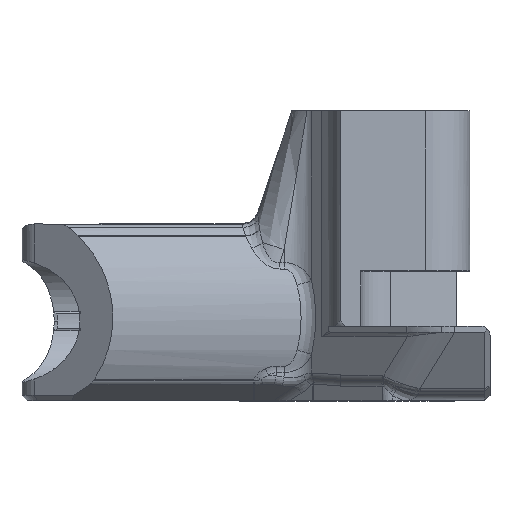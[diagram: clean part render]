
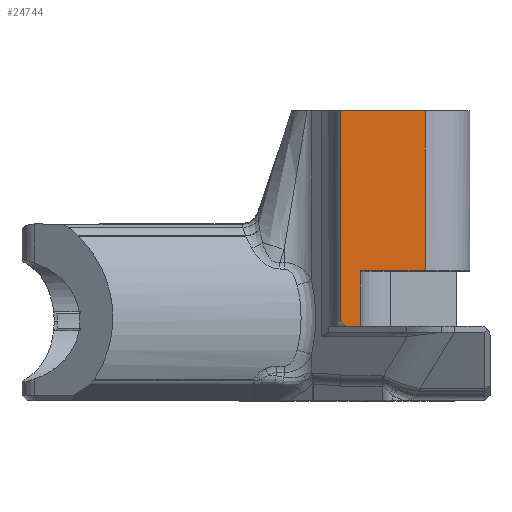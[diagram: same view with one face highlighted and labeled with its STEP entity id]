
A CAD part, top view. The second image highlights one B-rep face of the part: STEP entity #24744.
In plain terms, the highlighted planar face has unit normal (0, 0, 1).
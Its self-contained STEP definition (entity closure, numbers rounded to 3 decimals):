
#1708=DIRECTION('',(1.,0.,0.));
#1709=VECTOR('',#1708,8.017);
#1710=CARTESIAN_POINT('',(-18.017,27.28,90.041));
#1711=LINE('',#1710,#1709);
#6627=DIRECTION('',(0.,1.,0.));
#6628=VECTOR('',#6627,19.78);
#6629=CARTESIAN_POINT('',(-18.017,7.5,90.041));
#6630=LINE('',#6629,#6628);
#6631=DIRECTION('',(0.,1.,0.));
#6632=VECTOR('',#6631,3.487);
#6633=CARTESIAN_POINT('',(-10.,23.793,90.041));
#6634=LINE('',#6633,#6632);
#6635=DIRECTION('',(0.,-1.,0.));
#6636=VECTOR('',#6635,11.45);
#6637=CARTESIAN_POINT('',(-10.05,23.65,90.041));
#6638=LINE('',#6637,#6636);
#6639=DIRECTION('',(-1.,0.,0.));
#6640=VECTOR('',#6639,6.077);
#6641=CARTESIAN_POINT('',(-10.05,12.2,90.041));
#6642=LINE('',#6641,#6640);
#6643=DIRECTION('',(1.,0.,0.));
#6644=VECTOR('',#6643,1.391);
#6645=CARTESIAN_POINT('',(-17.517,7.,90.041));
#6646=LINE('',#6645,#6644);
#6664=DIRECTION('',(0.,1.,0.));
#6665=VECTOR('',#6664,5.2);
#6666=CARTESIAN_POINT('',(-16.127,7.,90.041));
#6667=LINE('',#6666,#6665);
#7729=DIRECTION('',(-0.33,-0.944,0.));
#7730=VECTOR('',#7729,0.152);
#7731=CARTESIAN_POINT('',(-10.,23.793,90.041));
#7732=LINE('',#7731,#7730);
#7750=DIRECTION('',(0.707,-0.707,0.));
#7751=VECTOR('',#7750,0.707);
#7752=CARTESIAN_POINT('',(-18.017,7.5,90.041));
#7753=LINE('',#7752,#7751);
#13055=CARTESIAN_POINT('',(-18.017,27.28,90.041));
#13057=VERTEX_POINT('',#13055);
#13058=CARTESIAN_POINT('',(-18.017,7.5,90.041));
#13059=VERTEX_POINT('',#13058);
#13064=CARTESIAN_POINT('',(-10.05,23.65,90.041));
#13066=VERTEX_POINT('',#13064);
#13098=CARTESIAN_POINT('',(-10.,23.793,90.041));
#13099=CARTESIAN_POINT('',(-10.,27.28,90.041));
#13100=VERTEX_POINT('',#13098);
#13101=VERTEX_POINT('',#13099);
#13106=CARTESIAN_POINT('',(-10.05,12.2,90.041));
#13107=VERTEX_POINT('',#13106);
#13108=CARTESIAN_POINT('',(-16.127,12.2,90.041));
#13109=VERTEX_POINT('',#13108);
#13120=CARTESIAN_POINT('',(-17.517,7.,90.041));
#13121=VERTEX_POINT('',#13120);
#14135=CARTESIAN_POINT('',(-16.127,7.,90.041));
#14136=VERTEX_POINT('',#14135);
#24721=CARTESIAN_POINT('',(-36.124,7.,90.041));
#24722=DIRECTION('',(0.,0.,-1.));
#24723=DIRECTION('',(1.,0.,0.));
#24724=AXIS2_PLACEMENT_3D('',#24721,#24722,#24723);
#24725=PLANE('',#24724);
#24727=ORIENTED_EDGE('',*,*,#24726,.F.);
#24729=ORIENTED_EDGE('',*,*,#24728,.F.);
#24730=ORIENTED_EDGE('',*,*,#24712,.T.);
#24731=ORIENTED_EDGE('',*,*,#17128,.T.);
#24733=ORIENTED_EDGE('',*,*,#24732,.F.);
#24735=ORIENTED_EDGE('',*,*,#24734,.T.);
#24737=ORIENTED_EDGE('',*,*,#24736,.T.);
#24739=ORIENTED_EDGE('',*,*,#24738,.T.);
#24741=ORIENTED_EDGE('',*,*,#24740,.F.);
#24742=EDGE_LOOP('',(#24727,#24729,#24730,#24731,#24733,#24735,#24737,#24739,
#24741));
#24743=FACE_OUTER_BOUND('',#24742,.F.);
#24744=ADVANCED_FACE('',(#24743),#24725,.F.);
#17128=EDGE_CURVE('',#13057,#13101,#1711,.T.);
#24712=EDGE_CURVE('',#13059,#13057,#6630,.T.);
#24726=EDGE_CURVE('',#13121,#14136,#6646,.T.);
#24728=EDGE_CURVE('',#13059,#13121,#7753,.T.);
#24732=EDGE_CURVE('',#13100,#13101,#6634,.T.);
#24734=EDGE_CURVE('',#13100,#13066,#7732,.T.);
#24736=EDGE_CURVE('',#13066,#13107,#6638,.T.);
#24738=EDGE_CURVE('',#13107,#13109,#6642,.T.);
#24740=EDGE_CURVE('',#14136,#13109,#6667,.T.);
